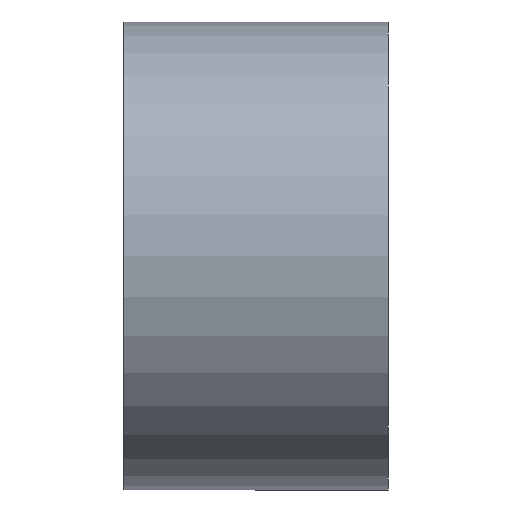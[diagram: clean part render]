
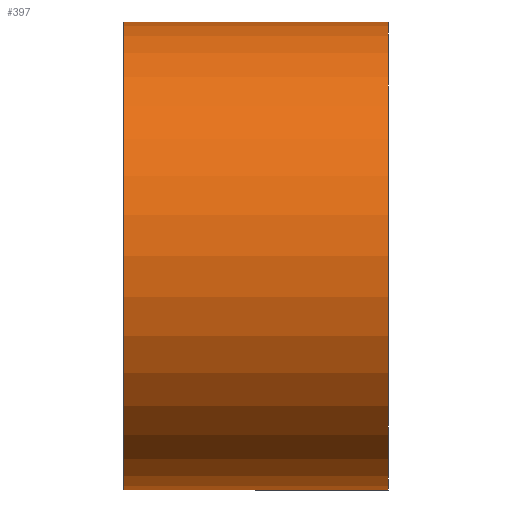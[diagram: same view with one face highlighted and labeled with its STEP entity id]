
A CAD part, left-side view. The second image highlights one B-rep face of the part: STEP entity #397.
In plain terms, the highlighted cylindrical face has radius 3.535 mm (diameter 7.07 mm), a partial arc.
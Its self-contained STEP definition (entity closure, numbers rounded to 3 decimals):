
#4 = CIRCLE ( 'NONE', #567, 3.535 ) ;
#10 = VERTEX_POINT ( 'NONE', #175 ) ;
#34 = CYLINDRICAL_SURFACE ( 'NONE', #129, 3.535 ) ;
#37 = ORIENTED_EDGE ( 'NONE', *, *, #964, .F. ) ;
#104 = CARTESIAN_POINT ( 'NONE',  ( 0., 2., 0. ) ) ;
#125 = ORIENTED_EDGE ( 'NONE', *, *, #982, .F. ) ;
#129 = AXIS2_PLACEMENT_3D ( 'NONE', #309, #526, #910 ) ;
#134 = VERTEX_POINT ( 'NONE', #669 ) ;
#146 = CIRCLE ( 'NONE', #336, 3.535 ) ;
#164 = EDGE_CURVE ( 'NONE', #625, #10, #146, .T. ) ;
#175 = CARTESIAN_POINT ( 'NONE',  ( 0., -2., 3.535 ) ) ;
#183 = DIRECTION ( 'NONE',  ( 0., 0., 1. ) ) ;
#193 = DIRECTION ( 'NONE',  ( 0., 1., 0. ) ) ;
#218 = CARTESIAN_POINT ( 'NONE',  ( 0., -2., 0. ) ) ;
#230 = LINE ( 'NONE', #777, #337 ) ;
#233 = FACE_OUTER_BOUND ( 'NONE', #534, .T. ) ;
#309 = CARTESIAN_POINT ( 'NONE',  ( 0., 55., 0. ) ) ;
#320 = CARTESIAN_POINT ( 'NONE',  ( 0., -2., -3.535 ) ) ;
#336 = AXIS2_PLACEMENT_3D ( 'NONE', #218, #516, #656 ) ;
#337 = VECTOR ( 'NONE', #880, 1000. ) ;
#355 = CARTESIAN_POINT ( 'NONE',  ( 0., 55., 3.535 ) ) ;
#360 = ORIENTED_EDGE ( 'NONE', *, *, #783, .T. ) ;
#384 = VERTEX_POINT ( 'NONE', #975 ) ;
#397 = ADVANCED_FACE ( 'NONE', ( #233 ), #34, .T. ) ;
#511 = LINE ( 'NONE', #355, #545 ) ;
#516 = DIRECTION ( 'NONE',  ( 0., 1., 0. ) ) ;
#526 = DIRECTION ( 'NONE',  ( 0., 1., 0. ) ) ;
#534 = EDGE_LOOP ( 'NONE', ( #125, #597, #360, #37 ) ) ;
#545 = VECTOR ( 'NONE', #657, 1000. ) ;
#567 = AXIS2_PLACEMENT_3D ( 'NONE', #104, #193, #183 ) ;
#597 = ORIENTED_EDGE ( 'NONE', *, *, #164, .T. ) ;
#625 = VERTEX_POINT ( 'NONE', #320 ) ;
#656 = DIRECTION ( 'NONE',  ( 0., 0., 1. ) ) ;
#657 = DIRECTION ( 'NONE',  ( 0., 1., 0. ) ) ;
#669 = CARTESIAN_POINT ( 'NONE',  ( 0., 2., 3.535 ) ) ;
#777 = CARTESIAN_POINT ( 'NONE',  ( 0., 55., -3.535 ) ) ;
#783 = EDGE_CURVE ( 'NONE', #10, #134, #511, .T. ) ;
#880 = DIRECTION ( 'NONE',  ( 0., 1., 0. ) ) ;
#910 = DIRECTION ( 'NONE',  ( 0., 0., 1. ) ) ;
#964 = EDGE_CURVE ( 'NONE', #384, #134, #4, .T. ) ;
#975 = CARTESIAN_POINT ( 'NONE',  ( 0., 2., -3.535 ) ) ;
#982 = EDGE_CURVE ( 'NONE', #625, #384, #230, .T. ) ;
